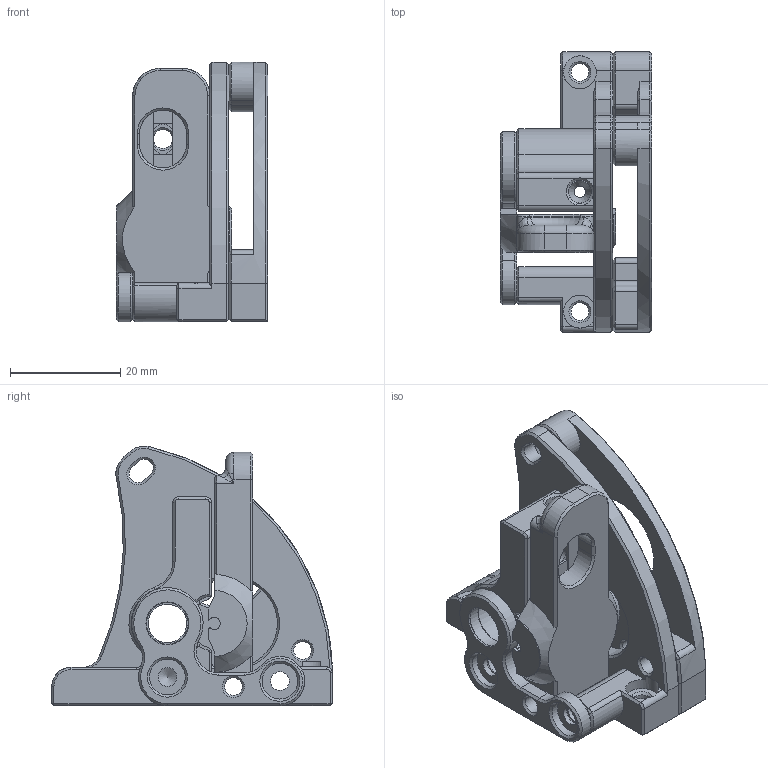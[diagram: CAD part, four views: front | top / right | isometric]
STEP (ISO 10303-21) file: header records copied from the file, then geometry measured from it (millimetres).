
FILE_DESCRIPTION(/* description */ (''),/* implementation_level */ '2;1');
FILE_NAME(/* name */ 'Sailfin for Voron heatserts v1.step',/* time_stamp */ '2022-02-04T06:05:52-05:00',/* author */ (''),/* organization */ (''),/* preprocessor_version */ 'ST-DEVELOPER v18.1',/* originating_system */ 'Autodesk Translation Framework v10.13.0.1454',/* authorisation */ '');
FILE_SCHEMA (('AUTOMOTIVE_DESIGN { 1 0 10303 214 3 1 1 }'));
Length unit declared in the file: millimetre
Products named in the file (7): Sailfin for Voron heatserts; Sailfin; Sailfin Printed; Rear; Lever; Front; Sherpa Mid
Assembly tree (6 placements, depth 4):
  Sailfin for Voron heatserts
    Sailfin
      Sailfin Printed
        Rear
        Lever
        Front
        Sherpa Mid
Bounding box: 27.6 x 51 x 47.24 mm (x, y, z)
Volume: 17406.2 mm3; surface area: 14138.7 mm2
Topology: 4 solids, 4 shells, 459 faces, 1130 edges, 679 vertices
Faces by surface type: plane 173, cone 145, cylinder 128, torus 7, bspline 6
Full cylindrical faces by diameter (mm): 2.1 x2, 3.2 x9, 3.4 x4, 4.2 x2, 4.7 x4, 6 x3, 6.5 x2, 7 x1, 8.1 x2, 17 x1
Entity records: 13987 total; most frequent: CARTESIAN_POINT 2734, DIRECTION 2456, ORIENTED_EDGE 2254, EDGE_CURVE 1127, AXIS2_PLACEMENT_3D 928, VERTEX_POINT 679, LINE 600, VECTOR 600
